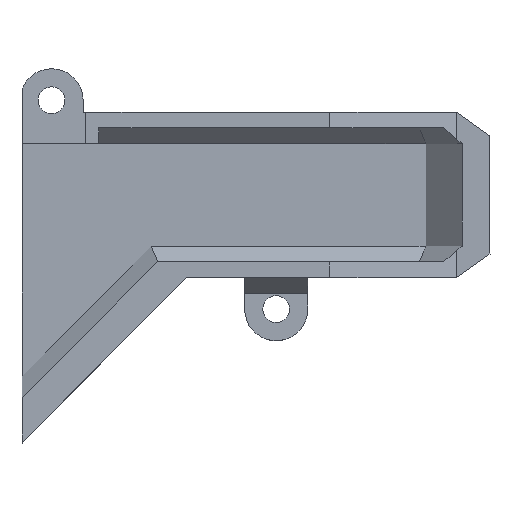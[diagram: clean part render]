
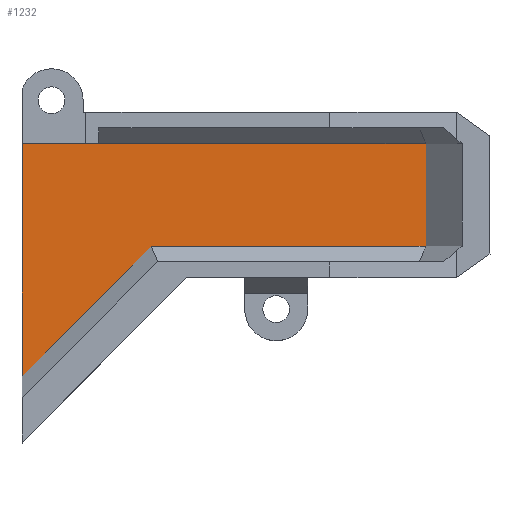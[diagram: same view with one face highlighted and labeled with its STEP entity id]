
A CAD part, top view. The second image highlights one B-rep face of the part: STEP entity #1232.
In plain terms, the highlighted planar face has unit normal (0, 0, 1).
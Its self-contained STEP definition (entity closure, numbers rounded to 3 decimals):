
#52=FACE_OUTER_BOUND('',#124,.T.);
#124=EDGE_LOOP('',(#857,#858,#859,#860,#861,#862));
#246=LINE('',#1813,#388);
#257=LINE('',#1837,#399);
#261=LINE('',#1844,#403);
#262=LINE('',#1847,#404);
#263=LINE('',#1849,#405);
#264=LINE('',#1850,#406);
#388=VECTOR('',#1441,10.);
#399=VECTOR('',#1464,1000.);
#403=VECTOR('',#1470,10.);
#404=VECTOR('',#1473,1000.);
#405=VECTOR('',#1474,1000.);
#406=VECTOR('',#1475,1000.);
#531=VERTEX_POINT('',#1810);
#532=VERTEX_POINT('',#1812);
#539=VERTEX_POINT('',#1836);
#541=VERTEX_POINT('',#1842);
#542=VERTEX_POINT('',#1846);
#543=VERTEX_POINT('',#1848);
#648=EDGE_CURVE('',#531,#532,#246,.T.);
#660=EDGE_CURVE('',#532,#539,#257,.T.);
#664=EDGE_CURVE('',#541,#531,#261,.T.);
#665=EDGE_CURVE('',#542,#541,#262,.T.);
#666=EDGE_CURVE('',#543,#542,#263,.T.);
#667=EDGE_CURVE('',#539,#543,#264,.T.);
#857=ORIENTED_EDGE('',*,*,#664,.F.);
#858=ORIENTED_EDGE('',*,*,#665,.F.);
#859=ORIENTED_EDGE('',*,*,#666,.F.);
#860=ORIENTED_EDGE('',*,*,#667,.F.);
#861=ORIENTED_EDGE('',*,*,#660,.F.);
#862=ORIENTED_EDGE('',*,*,#648,.F.);
#1179=PLANE('',#1320);
#1232=ADVANCED_FACE('',(#52),#1179,.F.);
#1320=AXIS2_PLACEMENT_3D('',#1845,#1471,#1472);
#1441=DIRECTION('',(0.,1.,0.));
#1464=DIRECTION('',(1.,0.,0.));
#1470=DIRECTION('',(-0.705,-0.709,0.));
#1471=DIRECTION('center_axis',(0.,0.,-1.));
#1472=DIRECTION('ref_axis',(0.,-1.,0.));
#1473=DIRECTION('',(-1.,0.,0.));
#1474=DIRECTION('',(0.,-1.,0.));
#1475=DIRECTION('',(1.,0.,0.));
#1810=CARTESIAN_POINT('',(-53.75,5.511,-18.5));
#1812=CARTESIAN_POINT('',(-53.75,35.,-18.5));
#1813=CARTESIAN_POINT('',(-53.75,5.564,-18.5));
#1836=CARTESIAN_POINT('',(-44.,35.,-18.5));
#1837=CARTESIAN_POINT('',(-44.,35.,-18.5));
#1842=CARTESIAN_POINT('',(-37.359,22.,-18.5));
#1844=CARTESIAN_POINT('',(-33.35,26.033,-18.5));
#1845=CARTESIAN_POINT('Origin',(-24.25,22.203,-18.5));
#1846=CARTESIAN_POINT('',(-2.5,22.,-18.5));
#1847=CARTESIAN_POINT('',(-8.125,22.,-18.5));
#1848=CARTESIAN_POINT('',(-2.5,35.,-18.5));
#1849=CARTESIAN_POINT('',(-2.5,29.602,-18.5));
#1850=CARTESIAN_POINT('',(-19.125,35.,-18.5));
